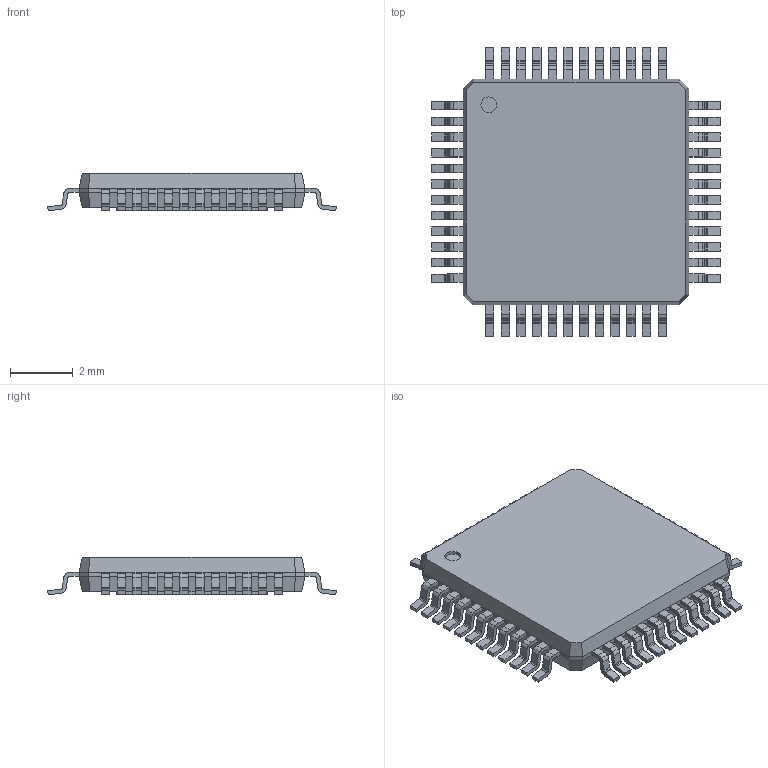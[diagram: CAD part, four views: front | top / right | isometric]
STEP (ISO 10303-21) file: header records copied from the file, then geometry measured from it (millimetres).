
FILE_DESCRIPTION((''),'2;1');
FILE_NAME('QFP50P900X900X120-49N-S480.stp','2009-12-07T17:05:42',(''),(''),'Mechanical Desktop 2006','Mechanical Desktop 2006',', , ');
FILE_SCHEMA(('AUTOMOTIVE_DESIGN { 1 2 10303 214 0 1 1 1 }'));
Length unit declared in the file: millimetre
Products named in the file (1): Product
Bounding box: 9.2 x 9.2 x 1.2 mm (x, y, z)
Volume: 60.1 mm3; surface area: 233.3 mm2
Topology: 50 solids, 50 shells, 899 faces, 2378 edges, 1580 vertices
Faces by surface type: bspline 432, plane 273, cylinder 194
Entity records: 30475 total; most frequent: CARTESIAN_POINT 8842, ORIENTED_EDGE 4756, DIRECTION 4086, EDGE_CURVE 2378, VECTOR 1606, LINE 1606, VERTEX_POINT 1580, AXIS2_PLACEMENT_3D 1240
